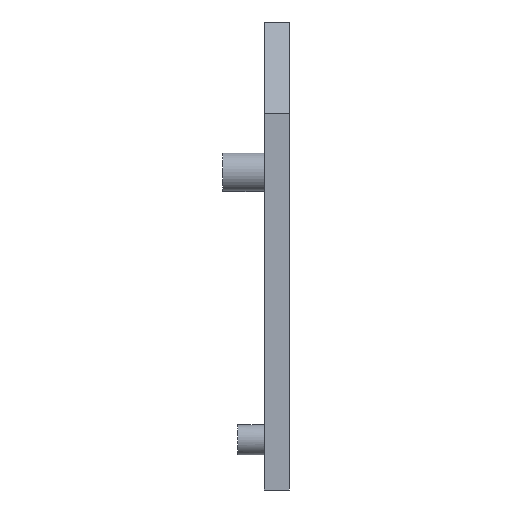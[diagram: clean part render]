
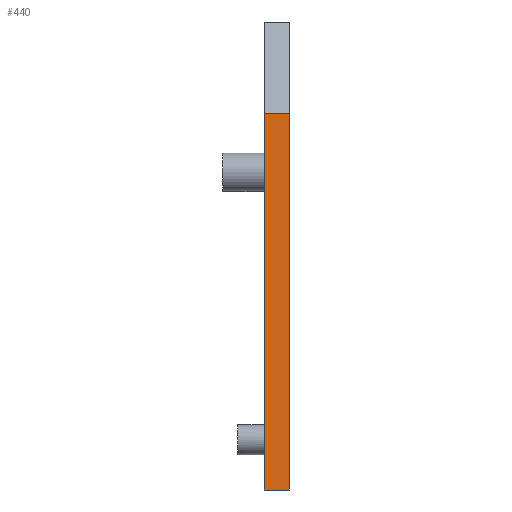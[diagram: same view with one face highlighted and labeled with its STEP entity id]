
A CAD part, front view. The second image highlights one B-rep face of the part: STEP entity #440.
In plain terms, the highlighted planar face has unit normal (0, -1, 0).
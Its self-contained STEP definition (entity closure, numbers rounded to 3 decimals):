
#420=AXIS2_PLACEMENT_3D('Plane Axis2P3D',#417,#418,#419) ;
#145=CARTESIAN_POINT('Vertex',(2.5,0.,0.)) ;
#148=CARTESIAN_POINT('Line Origine',(2.5,0.,11.25)) ;
#152=CARTESIAN_POINT('Vertex',(2.5,0.,22.5)) ;
#401=CARTESIAN_POINT('Vertex',(4.,0.,0.)) ;
#404=CARTESIAN_POINT('Line Origine',(3.25,0.,0.)) ;
#417=CARTESIAN_POINT('Axis2P3D Location',(2.5,0.,28.)) ;
#422=CARTESIAN_POINT('Line Origine',(4.,0.,11.25)) ;
#426=CARTESIAN_POINT('Vertex',(4.,0.,22.5)) ;
#429=CARTESIAN_POINT('Line Origine',(3.25,0.,22.5)) ;
#149=DIRECTION('Vector Direction',(0.,0.,-1.)) ;
#405=DIRECTION('Vector Direction',(-1.,0.,0.)) ;
#418=DIRECTION('Axis2P3D Direction',(0.,-1.,0.)) ;
#419=DIRECTION('Axis2P3D XDirection',(0.,0.,-1.)) ;
#423=DIRECTION('Vector Direction',(0.,0.,-1.)) ;
#430=DIRECTION('Vector Direction',(-1.,0.,0.)) ;
#150=VECTOR('Line Direction',#149,1.) ;
#406=VECTOR('Line Direction',#405,1.) ;
#424=VECTOR('Line Direction',#423,1.) ;
#431=VECTOR('Line Direction',#430,1.) ;
#435=ORIENTED_EDGE('',*,*,#428,.F.) ;
#436=ORIENTED_EDGE('',*,*,#433,.T.) ;
#437=ORIENTED_EDGE('',*,*,#154,.T.) ;
#438=ORIENTED_EDGE('',*,*,#408,.F.) ;
#440=ADVANCED_FACE('Koerper.2',(#439),#421,.T.) ;
#154=EDGE_CURVE('',#153,#146,#151,.T.) ;
#408=EDGE_CURVE('',#402,#146,#407,.T.) ;
#428=EDGE_CURVE('',#427,#402,#425,.T.) ;
#433=EDGE_CURVE('',#427,#153,#432,.T.) ;
#434=EDGE_LOOP('',(#435,#436,#437,#438)) ;
#439=FACE_OUTER_BOUND('',#434,.T.) ;
#151=LINE('Line',#148,#150) ;
#407=LINE('Line',#404,#406) ;
#425=LINE('Line',#422,#424) ;
#432=LINE('Line',#429,#431) ;
#421=PLANE('',#420) ;
#146=VERTEX_POINT('',#145) ;
#153=VERTEX_POINT('',#152) ;
#402=VERTEX_POINT('',#401) ;
#427=VERTEX_POINT('',#426) ;
